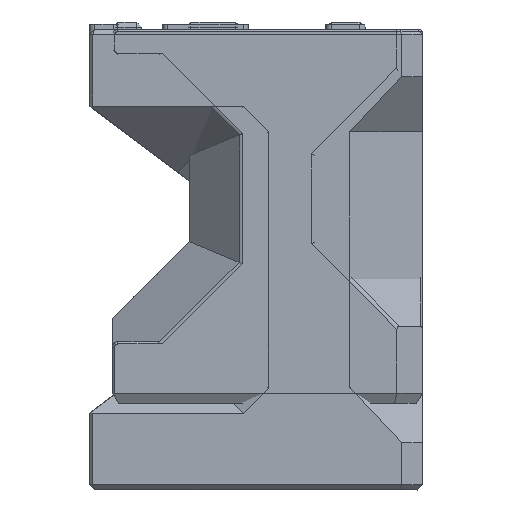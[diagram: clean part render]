
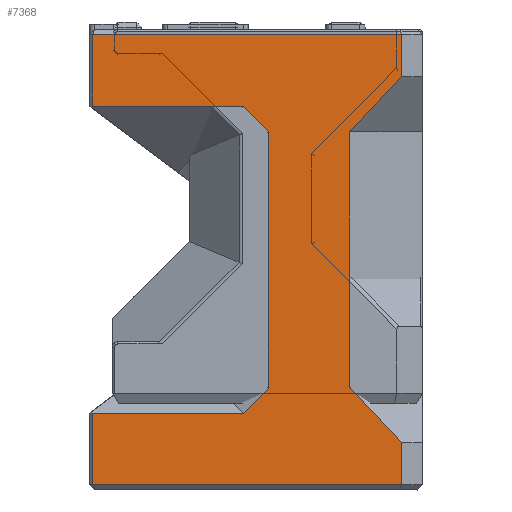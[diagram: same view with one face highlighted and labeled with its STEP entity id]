
A CAD part, front view. The second image highlights one B-rep face of the part: STEP entity #7368.
In plain terms, the highlighted face is planar.
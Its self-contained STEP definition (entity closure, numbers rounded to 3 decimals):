
#720=FACE_OUTER_BOUND('',#1159,.T.);
#1159=EDGE_LOOP('',(#6282,#6283,#6284,#6285,#6286,#6287,#6288,#6289,#6290,
#6291,#6292,#6293,#6294,#6295));
#1981=LINE('',#12004,#2833);
#1982=LINE('',#12006,#2834);
#1983=LINE('',#12008,#2835);
#1984=LINE('',#12010,#2836);
#1985=LINE('',#12012,#2837);
#1986=LINE('',#12014,#2838);
#1987=LINE('',#12016,#2839);
#1988=LINE('',#12018,#2840);
#1989=LINE('',#12020,#2841);
#1990=LINE('',#12022,#2842);
#1991=LINE('',#12024,#2843);
#1992=LINE('',#12026,#2844);
#1993=LINE('',#12028,#2845);
#1994=LINE('',#12029,#2846);
#2833=VECTOR('',#9785,1000.);
#2834=VECTOR('',#9786,1000.);
#2835=VECTOR('',#9787,1000.);
#2836=VECTOR('',#9788,1000.);
#2837=VECTOR('',#9789,1000.);
#2838=VECTOR('',#9790,1000.);
#2839=VECTOR('',#9791,1000.);
#2840=VECTOR('',#9792,1000.);
#2841=VECTOR('',#9793,1000.);
#2842=VECTOR('',#9794,1000.);
#2843=VECTOR('',#9795,1000.);
#2844=VECTOR('',#9796,1000.);
#2845=VECTOR('',#9797,1000.);
#2846=VECTOR('',#9798,1000.);
#3565=VERTEX_POINT('',#12002);
#3566=VERTEX_POINT('',#12003);
#3567=VERTEX_POINT('',#12005);
#3568=VERTEX_POINT('',#12007);
#3569=VERTEX_POINT('',#12009);
#3570=VERTEX_POINT('',#12011);
#3571=VERTEX_POINT('',#12013);
#3572=VERTEX_POINT('',#12015);
#3573=VERTEX_POINT('',#12017);
#3574=VERTEX_POINT('',#12019);
#3575=VERTEX_POINT('',#12021);
#3576=VERTEX_POINT('',#12023);
#3577=VERTEX_POINT('',#12025);
#3578=VERTEX_POINT('',#12027);
#4512=EDGE_CURVE('',#3565,#3566,#1981,.T.);
#4513=EDGE_CURVE('',#3566,#3567,#1982,.T.);
#4514=EDGE_CURVE('',#3567,#3568,#1983,.T.);
#4515=EDGE_CURVE('',#3568,#3569,#1984,.T.);
#4516=EDGE_CURVE('',#3569,#3570,#1985,.T.);
#4517=EDGE_CURVE('',#3570,#3571,#1986,.T.);
#4518=EDGE_CURVE('',#3571,#3572,#1987,.T.);
#4519=EDGE_CURVE('',#3572,#3573,#1988,.T.);
#4520=EDGE_CURVE('',#3573,#3574,#1989,.T.);
#4521=EDGE_CURVE('',#3575,#3574,#1990,.T.);
#4522=EDGE_CURVE('',#3575,#3576,#1991,.T.);
#4523=EDGE_CURVE('',#3576,#3577,#1992,.T.);
#4524=EDGE_CURVE('',#3577,#3578,#1993,.T.);
#4525=EDGE_CURVE('',#3578,#3565,#1994,.T.);
#6282=ORIENTED_EDGE('',*,*,#4512,.T.);
#6283=ORIENTED_EDGE('',*,*,#4513,.T.);
#6284=ORIENTED_EDGE('',*,*,#4514,.T.);
#6285=ORIENTED_EDGE('',*,*,#4515,.T.);
#6286=ORIENTED_EDGE('',*,*,#4516,.T.);
#6287=ORIENTED_EDGE('',*,*,#4517,.T.);
#6288=ORIENTED_EDGE('',*,*,#4518,.T.);
#6289=ORIENTED_EDGE('',*,*,#4519,.T.);
#6290=ORIENTED_EDGE('',*,*,#4520,.T.);
#6291=ORIENTED_EDGE('',*,*,#4521,.F.);
#6292=ORIENTED_EDGE('',*,*,#4522,.T.);
#6293=ORIENTED_EDGE('',*,*,#4523,.T.);
#6294=ORIENTED_EDGE('',*,*,#4524,.T.);
#6295=ORIENTED_EDGE('',*,*,#4525,.T.);
#6978=PLANE('',#7978);
#7368=ADVANCED_FACE('',(#720),#6978,.F.);
#7978=AXIS2_PLACEMENT_3D('',#12001,#9783,#9784);
#9783=DIRECTION('center_axis',(0.,0.,-1.));
#9784=DIRECTION('ref_axis',(-1.,0.,0.));
#9785=DIRECTION('',(0.,-1.,0.));
#9786=DIRECTION('',(1.,0.,0.));
#9787=DIRECTION('',(0.,1.,0.));
#9788=DIRECTION('',(-0.686,0.728,0.));
#9789=DIRECTION('',(0.,1.,0.));
#9790=DIRECTION('',(0.686,0.728,0.));
#9791=DIRECTION('',(0.,1.,0.));
#9792=DIRECTION('',(-1.,0.,0.));
#9793=DIRECTION('',(0.,-1.,0.));
#9794=DIRECTION('',(-1.,0.,0.));
#9795=DIRECTION('',(0.707,-0.707,0.));
#9796=DIRECTION('',(0.,-1.,0.));
#9797=DIRECTION('',(-0.707,-0.707,0.));
#9798=DIRECTION('',(-1.,0.,0.));
#12001=CARTESIAN_POINT('Origin',(0.,90.,0.));
#12002=CARTESIAN_POINT('',(-64.4,15.,0.));
#12003=CARTESIAN_POINT('',(-64.4,1.,0.));
#12004=CARTESIAN_POINT('',(-64.4,90.,0.));
#12005=CARTESIAN_POINT('',(-4.,1.,0.));
#12006=CARTESIAN_POINT('',(0.,1.,0.));
#12007=CARTESIAN_POINT('',(-4.,9.243,0.));
#12008=CARTESIAN_POINT('',(-4.,90.,0.));
#12009=CARTESIAN_POINT('',(-14.142,20.,0.));
#12010=CARTESIAN_POINT('',(-42.426,50.,0.));
#12011=CARTESIAN_POINT('',(-14.142,70.,0.));
#12012=CARTESIAN_POINT('',(-14.142,90.,0.));
#12013=CARTESIAN_POINT('',(-4.,80.757,0.));
#12014=CARTESIAN_POINT('',(2.496,87.647,0.));
#12015=CARTESIAN_POINT('',(-4.,89.,0.));
#12016=CARTESIAN_POINT('',(-4.,90.,0.));
#12017=CARTESIAN_POINT('',(-64.4,89.,0.));
#12018=CARTESIAN_POINT('',(-64.4,89.,0.));
#12019=CARTESIAN_POINT('',(-64.4,75.,0.));
#12020=CARTESIAN_POINT('',(-64.4,90.,0.));
#12021=CARTESIAN_POINT('',(-34.899,75.,0.));
#12022=CARTESIAN_POINT('',(16.847,75.,0.));
#12023=CARTESIAN_POINT('',(-30.,70.101,0.));
#12024=CARTESIAN_POINT('',(-24.949,65.051,0.));
#12025=CARTESIAN_POINT('',(-30.,19.899,0.));
#12026=CARTESIAN_POINT('',(-30.,90.,0.));
#12027=CARTESIAN_POINT('',(-34.899,15.,0.));
#12028=CARTESIAN_POINT('',(20.051,69.949,0.));
#12029=CARTESIAN_POINT('',(16.847,15.,0.));
